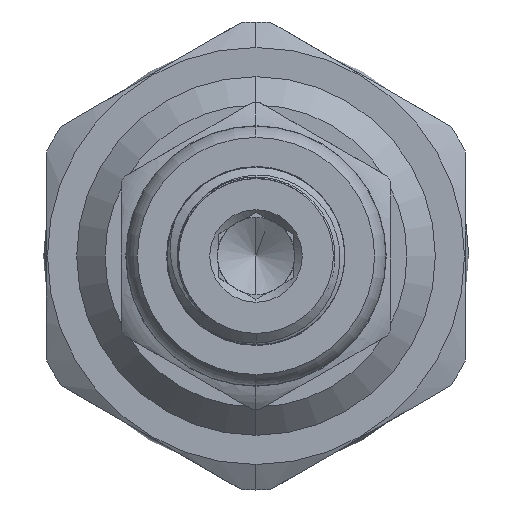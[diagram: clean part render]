
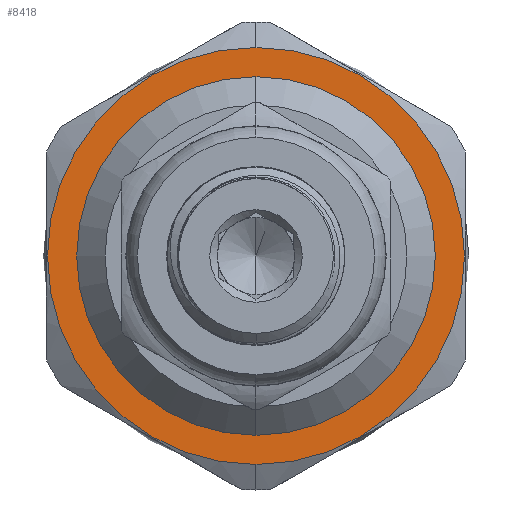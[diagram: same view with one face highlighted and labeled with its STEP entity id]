
A CAD part, left-side view. The second image highlights one B-rep face of the part: STEP entity #8418.
In plain terms, the highlighted planar face has unit normal (-1, 0, 0).
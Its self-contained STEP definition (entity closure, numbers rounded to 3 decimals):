
#133 = DIRECTION ( 'NONE',  ( 0., 0., -1. ) ) ;
#1219 = CARTESIAN_POINT ( 'NONE',  ( 12., 9.5, 0. ) ) ;
#1789 = AXIS2_PLACEMENT_3D ( 'NONE', #9822, #11268, #12713 ) ;
#2245 = EDGE_LOOP ( 'NONE', ( #15026, #9849 ) ) ;
#2251 = CARTESIAN_POINT ( 'NONE',  ( 12., 0., 0. ) ) ;
#2379 = DIRECTION ( 'NONE',  ( 0., 0., -1. ) ) ;
#2891 = CIRCLE ( 'NONE', #10620, 9.5 ) ;
#3672 = VERTEX_POINT ( 'NONE', #12255 ) ;
#4504 = CARTESIAN_POINT ( 'NONE',  ( 12., 0., 0. ) ) ;
#4841 = VERTEX_POINT ( 'NONE', #5457 ) ;
#4844 = EDGE_CURVE ( 'NONE', #4841, #13771, #11477, .T. ) ;
#5457 = CARTESIAN_POINT ( 'NONE',  ( 12., 0., 9.5 ) ) ;
#6054 = DIRECTION ( 'NONE',  ( 1., 0., 0. ) ) ;
#6307 = ORIENTED_EDGE ( 'NONE', *, *, #8742, .F. ) ;
#6790 = EDGE_CURVE ( 'NONE', #3672, #18335, #9176, .T. ) ;
#6996 = PLANE ( 'NONE',  #10152 ) ;
#7913 = AXIS2_PLACEMENT_3D ( 'NONE', #14448, #8551, #10021 ) ;
#8329 = EDGE_LOOP ( 'NONE', ( #13682, #6307 ) ) ;
#8418 = ADVANCED_FACE ( 'NONE', ( #12507, #15921 ), #6996, .T. ) ;
#8551 = DIRECTION ( 'NONE',  ( 1., 0., 0. ) ) ;
#8742 = EDGE_CURVE ( 'NONE', #18335, #3672, #13391, .T. ) ;
#9176 = CIRCLE ( 'NONE', #7913, 11.05 ) ;
#9822 = CARTESIAN_POINT ( 'NONE',  ( 12., 0., 0. ) ) ;
#9849 = ORIENTED_EDGE ( 'NONE', *, *, #4844, .T. ) ;
#10021 = DIRECTION ( 'NONE',  ( 0., 0., -1. ) ) ;
#10152 = AXIS2_PLACEMENT_3D ( 'NONE', #1219, #18576, #17118 ) ;
#10620 = AXIS2_PLACEMENT_3D ( 'NONE', #2251, #18078, #2379 ) ;
#11268 = DIRECTION ( 'NONE',  ( 1., 0., 0. ) ) ;
#11477 = CIRCLE ( 'NONE', #1789, 9.5 ) ;
#12255 = CARTESIAN_POINT ( 'NONE',  ( 12., 0., -11.05 ) ) ;
#12507 = FACE_BOUND ( 'NONE', #2245, .T. ) ;
#12713 = DIRECTION ( 'NONE',  ( 0., 0., -1. ) ) ;
#12812 = CARTESIAN_POINT ( 'NONE',  ( 12., 0., -9.5 ) ) ;
#13391 = CIRCLE ( 'NONE', #15018, 11.05 ) ;
#13623 = EDGE_CURVE ( 'NONE', #13771, #4841, #2891, .T. ) ;
#13682 = ORIENTED_EDGE ( 'NONE', *, *, #6790, .F. ) ;
#13771 = VERTEX_POINT ( 'NONE', #12812 ) ;
#14448 = CARTESIAN_POINT ( 'NONE',  ( 12., 0., 0. ) ) ;
#15018 = AXIS2_PLACEMENT_3D ( 'NONE', #4504, #6054, #133 ) ;
#15026 = ORIENTED_EDGE ( 'NONE', *, *, #13623, .T. ) ;
#15921 = FACE_OUTER_BOUND ( 'NONE', #8329, .T. ) ;
#16332 = CARTESIAN_POINT ( 'NONE',  ( 12., 0., 11.05 ) ) ;
#17118 = DIRECTION ( 'NONE',  ( 0., 0., 1. ) ) ;
#18078 = DIRECTION ( 'NONE',  ( 1., 0., 0. ) ) ;
#18335 = VERTEX_POINT ( 'NONE', #16332 ) ;
#18576 = DIRECTION ( 'NONE',  ( -1., 0., 0. ) ) ;
